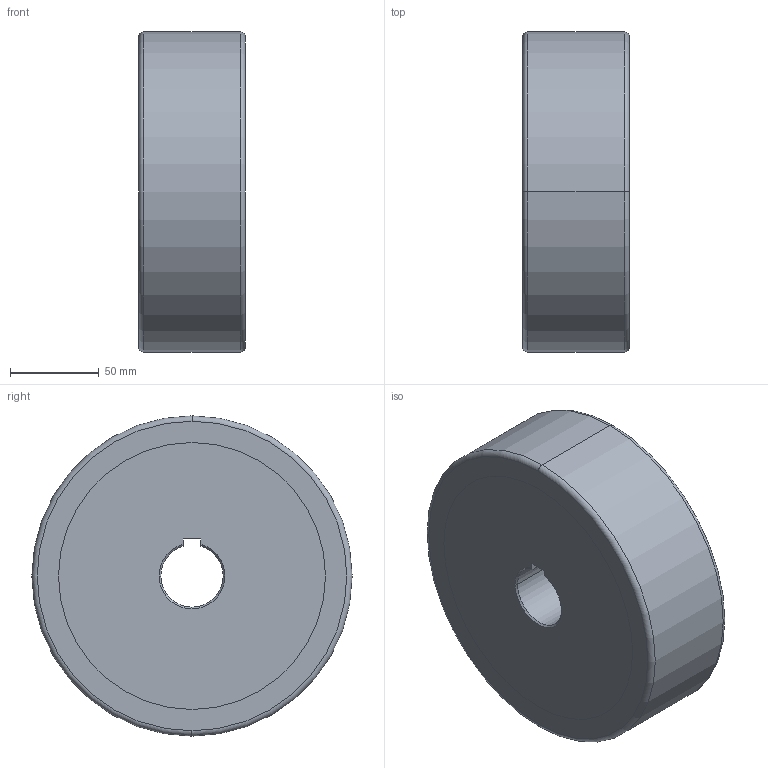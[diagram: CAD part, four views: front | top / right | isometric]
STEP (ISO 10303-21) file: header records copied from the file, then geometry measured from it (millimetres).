
FILE_DESCRIPTION (( 'STEP AP214' ), '1' );
FILE_NAME ('0017648.step', '2022-12-02T09:28:08', ( '' ), ( '' ), 'SwSTEP 2.0', 'SolidWorks 2020', '' );
FILE_SCHEMA (( 'AUTOMOTIVE_DESIGN' ));
Length unit declared in the file: millimetre
Products named in the file (1): 0017648
Bounding box: 60 x 180 x 180 mm (x, y, z)
Volume: 1464692.6 mm3; surface area: 144868.4 mm2
Topology: 2 solids, 2 shells, 26 faces, 58 edges, 36 vertices
Faces by surface type: cylinder 9, plane 7, cone 6, torus 4
Entity records: 895 total; most frequent: DIRECTION 140, CARTESIAN_POINT 133, ORIENTED_EDGE 116, AXIS2_PLACEMENT_3D 59, EDGE_CURVE 58, VERTEX_POINT 36, CIRCLE 32, EDGE_LOOP 30
